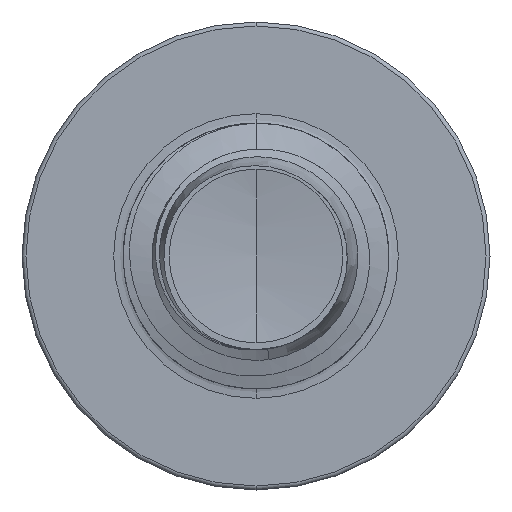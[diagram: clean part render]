
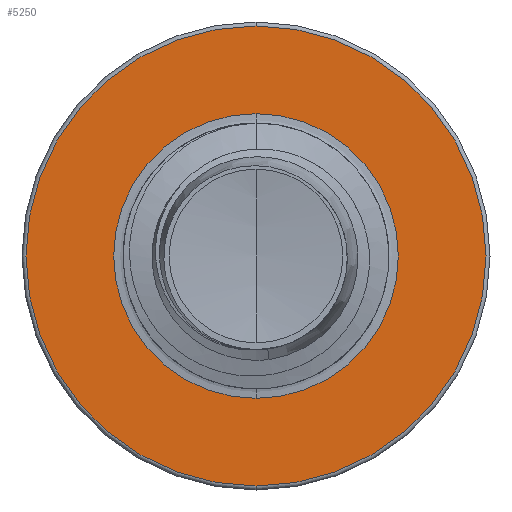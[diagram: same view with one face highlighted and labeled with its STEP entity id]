
A CAD part, front view. The second image highlights one B-rep face of the part: STEP entity #5250.
In plain terms, the highlighted planar face has unit normal (0, -1, 0).
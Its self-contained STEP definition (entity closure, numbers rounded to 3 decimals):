
#44 = CARTESIAN_POINT ( 'NONE',  ( 0., 6.5, 4.325 ) ) ;
#581 = CARTESIAN_POINT ( 'NONE',  ( 0., 6.5, -2.677 ) ) ;
#876 = VERTEX_POINT ( 'NONE', #7856 ) ;
#1885 = AXIS2_PLACEMENT_3D ( 'NONE', #2720, #12233, #4356 ) ;
#2391 = PLANE ( 'NONE',  #11217 ) ;
#2579 = CARTESIAN_POINT ( 'NONE',  ( 0., 6.5, -4.325 ) ) ;
#2720 = CARTESIAN_POINT ( 'NONE',  ( 0., 6.5, 0. ) ) ;
#2757 = VERTEX_POINT ( 'NONE', #44 ) ;
#3731 = DIRECTION ( 'NONE',  ( 0., 1., 0. ) ) ;
#3999 = DIRECTION ( 'NONE',  ( 0., 1., 0. ) ) ;
#4356 = DIRECTION ( 'NONE',  ( 0., 0., 1. ) ) ;
#5250 = ADVANCED_FACE ( 'NONE', ( #13396, #13633 ), #2391, .F. ) ;
#5258 = CARTESIAN_POINT ( 'NONE',  ( 0., 6.5, 2.677 ) ) ;
#5461 = AXIS2_PLACEMENT_3D ( 'NONE', #12051, #3999, #12782 ) ;
#7355 = ORIENTED_EDGE ( 'NONE', *, *, #13753, .F. ) ;
#7754 = EDGE_LOOP ( 'NONE', ( #7355, #7793 ) ) ;
#7793 = ORIENTED_EDGE ( 'NONE', *, *, #9679, .F. ) ;
#7856 = CARTESIAN_POINT ( 'NONE',  ( 0., 6.5, -2.677 ) ) ;
#8224 = ORIENTED_EDGE ( 'NONE', *, *, #10608, .T. ) ;
#8311 = CIRCLE ( 'NONE', #5461, 2.677 ) ;
#8573 = ORIENTED_EDGE ( 'NONE', *, *, #12712, .T. ) ;
#9398 = CIRCLE ( 'NONE', #15843, 2.677 ) ;
#9679 = EDGE_CURVE ( 'NONE', #13538, #2757, #10698, .T. ) ;
#10190 = DIRECTION ( 'NONE',  ( 0., 0., 1. ) ) ;
#10608 = EDGE_CURVE ( 'NONE', #13339, #876, #9398, .T. ) ;
#10698 = CIRCLE ( 'NONE', #11835, 4.325 ) ;
#11105 = EDGE_LOOP ( 'NONE', ( #8224, #8573 ) ) ;
#11217 = AXIS2_PLACEMENT_3D ( 'NONE', #581, #3731, #10190 ) ;
#11835 = AXIS2_PLACEMENT_3D ( 'NONE', #14458, #14442, #14428 ) ;
#12051 = CARTESIAN_POINT ( 'NONE',  ( 0., 6.5, 0. ) ) ;
#12143 = CIRCLE ( 'NONE', #1885, 4.325 ) ;
#12233 = DIRECTION ( 'NONE',  ( 0., 1., 0. ) ) ;
#12712 = EDGE_CURVE ( 'NONE', #876, #13339, #8311, .T. ) ;
#12782 = DIRECTION ( 'NONE',  ( 0., 0., 1. ) ) ;
#13339 = VERTEX_POINT ( 'NONE', #5258 ) ;
#13396 = FACE_OUTER_BOUND ( 'NONE', #7754, .T. ) ;
#13538 = VERTEX_POINT ( 'NONE', #2579 ) ;
#13633 = FACE_BOUND ( 'NONE', #11105, .T. ) ;
#13753 = EDGE_CURVE ( 'NONE', #2757, #13538, #12143, .T. ) ;
#14428 = DIRECTION ( 'NONE',  ( 0., 0., 1. ) ) ;
#14442 = DIRECTION ( 'NONE',  ( 0., 1., 0. ) ) ;
#14458 = CARTESIAN_POINT ( 'NONE',  ( 0., 6.5, 0. ) ) ;
#15379 = DIRECTION ( 'NONE',  ( 0., 0., 1. ) ) ;
#15400 = DIRECTION ( 'NONE',  ( 0., 1., 0. ) ) ;
#15417 = CARTESIAN_POINT ( 'NONE',  ( 0., 6.5, 0. ) ) ;
#15843 = AXIS2_PLACEMENT_3D ( 'NONE', #15417, #15400, #15379 ) ;
